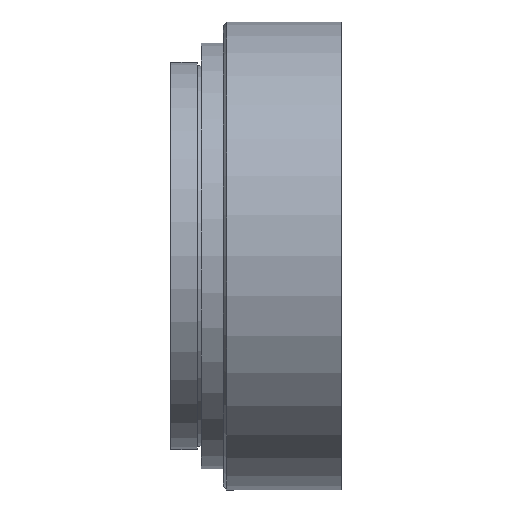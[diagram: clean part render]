
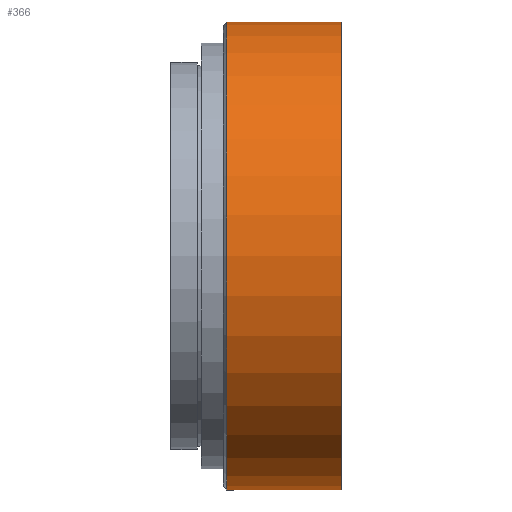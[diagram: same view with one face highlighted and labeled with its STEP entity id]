
A CAD part, top view. The second image highlights one B-rep face of the part: STEP entity #366.
In plain terms, the highlighted cylindrical face has radius 66.5 mm (diameter 133 mm), a partial arc.
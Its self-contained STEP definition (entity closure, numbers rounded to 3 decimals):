
#31 = EDGE_CURVE ( 'NONE', #75, #76, #733, .T. ) ;
#34 = EDGE_CURVE ( 'NONE', #67, #74, #737, .T. ) ;
#35 = EDGE_CURVE ( 'NONE', #75, #67, #458, .T. ) ;
#46 = EDGE_CURVE ( 'NONE', #76, #74, #494, .T. ) ;
#67 = VERTEX_POINT ( 'NONE', #533 ) ;
#74 = VERTEX_POINT ( 'NONE', #537 ) ;
#75 = VERTEX_POINT ( 'NONE', #540 ) ;
#76 = VERTEX_POINT ( 'NONE', #541 ) ;
#96 = EDGE_LOOP ( 'NONE', ( #625, #622, #626, #627 ) ) ;
#191 = DIRECTION ( 'NONE',  ( -1., 0., 0. ) ) ;
#194 = FACE_OUTER_BOUND ( 'NONE', #96, .T. ) ;
#195 = CARTESIAN_POINT ( 'NONE',  ( -15.307, 0., 0. ) ) ;
#197 = CYLINDRICAL_SURFACE ( 'NONE', #806, 66.5 ) ;
#198 = DIRECTION ( 'NONE',  ( 0., -1., 0. ) ) ;
#366 = ADVANCED_FACE ( 'NONE', ( #194 ), #197, .T. ) ;
#452 = CARTESIAN_POINT ( 'NONE',  ( 33.193, 0., 0. ) ) ;
#453 = DIRECTION ( 'NONE',  ( -1., 0., 0. ) ) ;
#454 = DIRECTION ( 'NONE',  ( 0., -1., 0. ) ) ;
#455 = CARTESIAN_POINT ( 'NONE',  ( -15.307, -66.5, 0. ) ) ;
#458 = LINE ( 'NONE', #455, #739 ) ;
#462 = CARTESIAN_POINT ( 'NONE',  ( 0.693, 0., 0. ) ) ;
#463 = DIRECTION ( 'NONE',  ( -1., 0., 0. ) ) ;
#464 = DIRECTION ( 'NONE',  ( 0., -1., 0. ) ) ;
#465 = DIRECTION ( 'NONE',  ( -1., 0., 0. ) ) ;
#490 = CARTESIAN_POINT ( 'NONE',  ( -15.307, 66.5, 0. ) ) ;
#494 = LINE ( 'NONE', #490, #743 ) ;
#498 = DIRECTION ( 'NONE',  ( -1., 0., 0. ) ) ;
#533 = CARTESIAN_POINT ( 'NONE',  ( 0.693, -66.5, 0. ) ) ;
#537 = CARTESIAN_POINT ( 'NONE',  ( 0.693, 66.5, 0. ) ) ;
#540 = CARTESIAN_POINT ( 'NONE',  ( 33.193, -66.5, 0. ) ) ;
#541 = CARTESIAN_POINT ( 'NONE',  ( 33.193, 66.5, 0. ) ) ;
#622 = ORIENTED_EDGE ( 'NONE', *, *, #46, .T. ) ;
#625 = ORIENTED_EDGE ( 'NONE', *, *, #31, .T. ) ;
#626 = ORIENTED_EDGE ( 'NONE', *, *, #34, .F. ) ;
#627 = ORIENTED_EDGE ( 'NONE', *, *, #35, .F. ) ;
#733 = CIRCLE ( 'NONE', #736, 66.5 ) ;
#736 = AXIS2_PLACEMENT_3D ( 'NONE', #452, #453, #454 ) ;
#737 = CIRCLE ( 'NONE', #740, 66.5 ) ;
#739 = VECTOR ( 'NONE', #465, 1000. ) ;
#740 = AXIS2_PLACEMENT_3D ( 'NONE', #462, #463, #464 ) ;
#743 = VECTOR ( 'NONE', #498, 1000. ) ;
#806 = AXIS2_PLACEMENT_3D ( 'NONE', #195, #191, #198 ) ;
